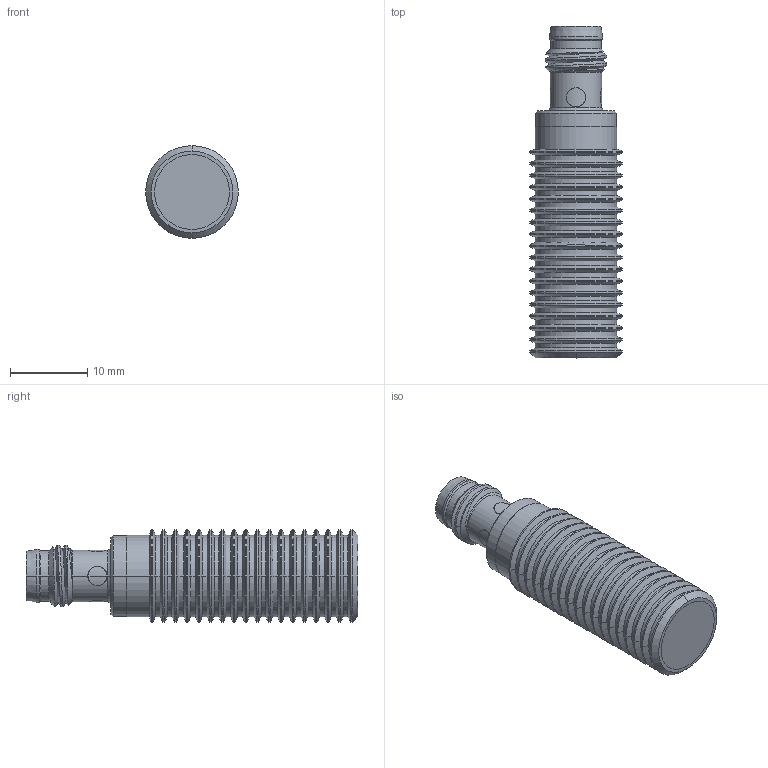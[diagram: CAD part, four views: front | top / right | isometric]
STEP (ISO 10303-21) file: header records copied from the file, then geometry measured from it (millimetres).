
FILE_DESCRIPTION(('STEP AP214'),'1');
FILE_NAME('cctmp_5CB3924F-22F6-46A2-94ED-2F87115C6088_2023_03_28_14_07_02_0182_8988..stp','2023-03-28T12:07:02',('KiM GmbH'),('CADClick - www.CADClick.com'),'Spatial InterOp 3D',' ','unknown authorization');
FILE_SCHEMA(('AUTOMOTIVE_DESIGN'));
Length unit declared in the file: millimetre
Products named in the file (6): NBB4-12GM30-E1-V3-RA; NBB4-12GM30-E1-V3-RA_4; NBB4-12GM30-E1-V3-RA_3; 2023_03_28_14_07_02_0179; NBB4-12GM30-E1-V3-RA_2; NBB4-12GM30-E1-V3-RA_1
Assembly tree (5 placements, depth 2):
  NBB4-12GM30-E1-V3-RA
    NBB4-12GM30-E1-V3-RA_4
    NBB4-12GM30-E1-V3-RA_3
    2023_03_28_14_07_02_0179
    NBB4-12GM30-E1-V3-RA_2
    NBB4-12GM30-E1-V3-RA_1
Bounding box: 12 x 43.01 x 12 mm (x, y, z)
Volume: 3247.8 mm3; surface area: 3562.3 mm2
Topology: 8 solids, 8 shells, 263 faces, 551 edges, 298 vertices
Faces by surface type: cylinder 128, cone 94, plane 23, torus 8, sphere 6, bspline 4
Full cylindrical faces by diameter (mm): 6 x1
Entity records: 10310 total; most frequent: CARTESIAN_POINT 2314, DIRECTION 1288, ORIENTED_EDGE 1074, EDGE_CURVE 537, AXIS2_PLACEMENT_3D 535, VERTEX_POINT 298, STYLED_ITEM 295, PRESENTATION_STYLE_ASSIGNMENT 295
